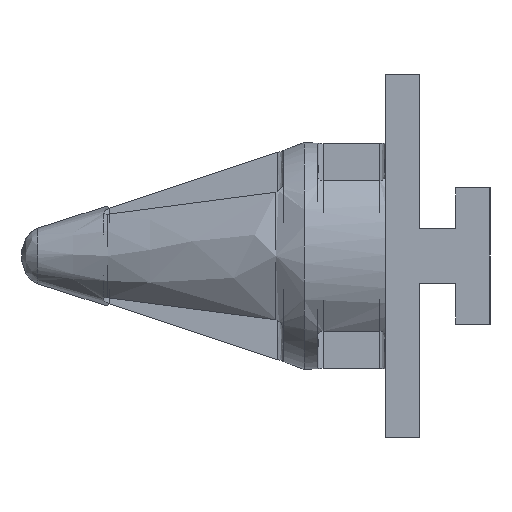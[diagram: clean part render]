
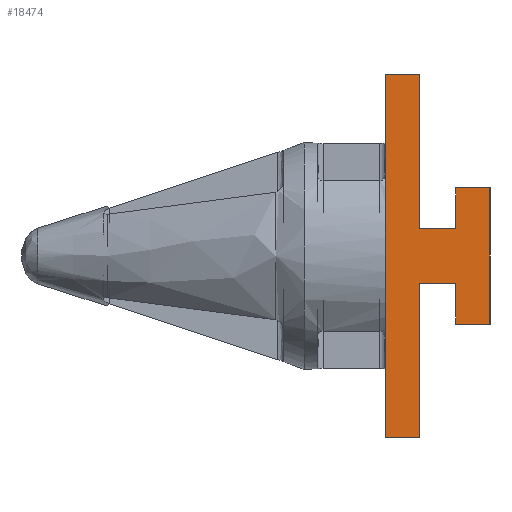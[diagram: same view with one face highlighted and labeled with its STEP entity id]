
A CAD part, left-side view. The second image highlights one B-rep face of the part: STEP entity #18474.
In plain terms, the highlighted free-form (B-spline) face has degree [1, 1] with [2, 2] control points.
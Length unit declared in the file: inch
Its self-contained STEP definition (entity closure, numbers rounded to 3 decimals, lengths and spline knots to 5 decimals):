
#18013=CARTESIAN_POINT('V732',(-25.875,
   -0.3875,0.375));
#18014=VERTEX_POINT('V732',#18013);
#18020=CARTESIAN_POINT('V734',(-25.875,
   -0.575,0.375));
#18021=VERTEX_POINT('V734',#18020);
#18022=CARTESIAN_POINT('E1108',(-25.875,
   -0.575,0.375));
#18023=CARTESIAN_POINT('E1108',(-25.875,
   -0.3875,0.375));
#18024=QUASI_UNIFORM_CURVE('E1108',1,(#18022,#18023),.POLYLINE_FORM.,
   .F.,.U.);
#18025=EDGE_CURVE('E1108',#18021,#18014,#18024,.T.);
#18048=CARTESIAN_POINT('V736',(-25.875,
   -0.575,-0.375));
#18049=VERTEX_POINT('V736',#18048);
#18050=CARTESIAN_POINT('E1111',(-25.875,
   -0.575,-0.375));
#18051=CARTESIAN_POINT('E1111',(-25.875,
   -0.575,0.375));
#18052=QUASI_UNIFORM_CURVE('E1111',1,(#18050,#18051),.POLYLINE_FORM.,
   .F.,.U.);
#18053=EDGE_CURVE('E1111',#18049,#18021,#18052,.T.);
#18076=CARTESIAN_POINT('V738',(-25.875,
   -0.3875,-0.375));
#18077=VERTEX_POINT('V738',#18076);
#18078=CARTESIAN_POINT('E1114',(-25.875,
   -0.3875,-0.375));
#18079=CARTESIAN_POINT('E1114',(-25.875,
   -0.575,-0.375));
#18080=QUASI_UNIFORM_CURVE('E1114',1,(#18078,#18079),.POLYLINE_FORM.,
   .F.,.U.);
#18081=EDGE_CURVE('E1114',#18077,#18049,#18080,.T.);
#18104=CARTESIAN_POINT('V740',(-25.875,
   -0.3875,-0.15));
#18105=VERTEX_POINT('V740',#18104);
#18106=CARTESIAN_POINT('E1117',(-25.875,
   -0.3875,-0.15));
#18107=CARTESIAN_POINT('E1117',(-25.875,
   -0.3875,-0.375));
#18108=QUASI_UNIFORM_CURVE('E1117',1,(#18106,#18107),.POLYLINE_FORM.,
   .F.,.U.);
#18109=EDGE_CURVE('E1117',#18105,#18077,#18108,.T.);
#18132=CARTESIAN_POINT('V744',(-25.875,
   -0.1875,-0.15));
#18133=VERTEX_POINT('V744',#18132);
#18134=CARTESIAN_POINT('E1123',(-25.875,
   -0.1875,-0.15));
#18135=CARTESIAN_POINT('E1123',(-25.875,
   -0.3875,-0.15));
#18136=QUASI_UNIFORM_CURVE('E1123',1,(#18134,#18135),.POLYLINE_FORM.,
   .F.,.U.);
#18137=EDGE_CURVE('E1123',#18133,#18105,#18136,.T.);
#18153=CARTESIAN_POINT('V116',(-25.875,
   -0.1875,-1.0));
#18154=VERTEX_POINT('V116',#18153);
#18155=CARTESIAN_POINT('E1128',(-25.875,
   -0.1875,-0.15));
#18156=CARTESIAN_POINT('E1128',(-25.875,
   -0.1875,-1.0));
#18157=B_SPLINE_CURVE_WITH_KNOTS('E1128',1,(#18155,#18156),
   .POLYLINE_FORM.,.F.,.U.,(2,2),(6.13333,
   10.66667),.UNSPECIFIED.);
#18158=EDGE_CURVE('E1128',#18133,#18154,#18157,.T.);
#18182=CARTESIAN_POINT('V2',(-25.875,0.,-1.0)
   );
#18183=VERTEX_POINT('V2',#18182);
#18195=CARTESIAN_POINT('E118',(-25.875,
   -0.1875,-1.0));
#18196=CARTESIAN_POINT('E118',(-25.875,0.,
   -1.0));
#18197=QUASI_UNIFORM_CURVE('E118',1,(#18195,#18196),.POLYLINE_FORM.,
   .F.,.U.);
#18198=EDGE_CURVE('E118',#18154,#18183,#18197,.T.);
#18209=CARTESIAN_POINT('V3',(-25.875,0.,1.0)
   );
#18210=VERTEX_POINT('V3',#18209);
#18211=CARTESIAN_POINT('E2',(-25.875,0.,-1.0)
   );
#18212=CARTESIAN_POINT('E2',(-25.875,0.,1.0)
   );
#18213=QUASI_UNIFORM_CURVE('E2',1,(#18211,#18212),.POLYLINE_FORM.,
   .F.,.U.);
#18214=EDGE_CURVE('E2',#18183,#18210,#18213,.T.);
#18417=CARTESIAN_POINT('V113',(-25.875,
   -0.1875,1.0));
#18418=VERTEX_POINT('V113',#18417);
#18419=CARTESIAN_POINT('E113',(-25.875,0.,1.0)
   );
#18420=CARTESIAN_POINT('E113',(-25.875,
   -0.1875,1.0));
#18421=QUASI_UNIFORM_CURVE('E113',1,(#18419,#18420),.POLYLINE_FORM.,
   .F.,.U.);
#18422=EDGE_CURVE('E113',#18210,#18418,#18421,.T.);
#18439=CARTESIAN_POINT('F372',(-25.875,0.00394,
   -1.00394));
#18440=CARTESIAN_POINT('F372',(-25.875,
   -0.59831,-1.00394));
#18441=CARTESIAN_POINT('F372',(-25.875,0.00394,
   1.00394));
#18442=CARTESIAN_POINT('F372',(-25.875,
   -0.59831,1.00394));
#18443=B_SPLINE_SURFACE_WITH_KNOTS('F372',1,1,((#18439,#18441),(
   #18440,#18442)),.PLANE_SURF.,.F.,.F.,.U.,(2,2),(2,2),(0.0,1.0),
   (0.0,3.33396),.UNSPECIFIED.);
#18444=CARTESIAN_POINT('V731',(-25.875,
   -0.3875,0.15));
#18445=VERTEX_POINT('V731',#18444);
#18446=CARTESIAN_POINT('V742',(-25.875,
   -0.1875,0.15));
#18447=VERTEX_POINT('V742',#18446);
#18448=CARTESIAN_POINT('E1121',(-25.875,
   -0.3875,0.15));
#18449=CARTESIAN_POINT('E1121',(-25.875,
   -0.1875,0.15));
#18450=QUASI_UNIFORM_CURVE('E1121',1,(#18448,#18449),.POLYLINE_FORM.,
   .F.,.U.);
#18451=EDGE_CURVE('E1121',#18445,#18447,#18450,.T.);
#18452=ORIENTED_EDGE('E1121',*,*,#18451,.T.);
#18453=CARTESIAN_POINT('E1127',(-25.875,
   -0.1875,1.0));
#18454=CARTESIAN_POINT('E1127',(-25.875,
   -0.1875,0.15));
#18455=B_SPLINE_CURVE_WITH_KNOTS('E1127',1,(#18453,#18454),
   .POLYLINE_FORM.,.F.,.U.,(2,2),(0.0,4.53333),
   .UNSPECIFIED.);
#18456=EDGE_CURVE('E1127',#18418,#18447,#18455,.T.);
#18457=ORIENTED_EDGE('E1127',*,*,#18456,.F.);
#18458=ORIENTED_EDGE('E113',*,*,#18422,.F.);
#18459=ORIENTED_EDGE('E2',*,*,#18214,.F.);
#18460=ORIENTED_EDGE('F3',*,*,#18198,.F.);
#18461=ORIENTED_EDGE('E1128',*,*,#18158,.F.);
#18462=ORIENTED_EDGE('E1123',*,*,#18137,.T.);
#18463=ORIENTED_EDGE('E1117',*,*,#18109,.T.);
#18464=ORIENTED_EDGE('E1114',*,*,#18081,.T.);
#18465=ORIENTED_EDGE('E1111',*,*,#18053,.T.);
#18466=ORIENTED_EDGE('E1108',*,*,#18025,.T.);
#18467=CARTESIAN_POINT('E1105',(-25.875,
   -0.3875,0.375));
#18468=CARTESIAN_POINT('E1105',(-25.875,
   -0.3875,0.15));
#18469=QUASI_UNIFORM_CURVE('E1105',1,(#18467,#18468),.POLYLINE_FORM.,
   .F.,.U.);
#18470=EDGE_CURVE('E1105',#18014,#18445,#18469,.T.);
#18471=ORIENTED_EDGE('E1105',*,*,#18470,.T.);
#18472=EDGE_LOOP('F372',(#18452,#18457,#18458,#18459,#18460,#18461,
   #18462,#18463,#18464,#18465,#18466,#18471));
#18473=FACE_OUTER_BOUND('F372',#18472,.T.);
#18474=ADVANCED_FACE('F372',(#18473),#18443,.T.);
